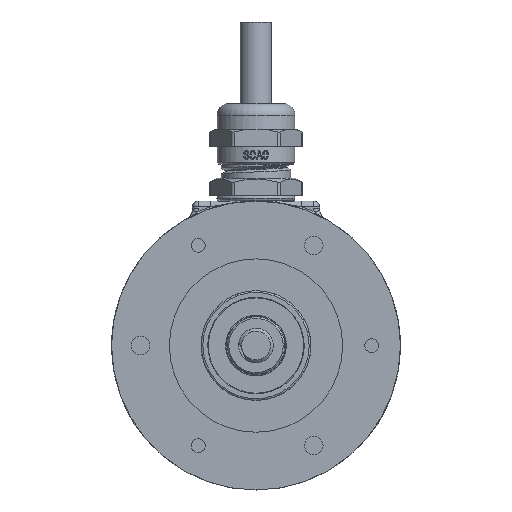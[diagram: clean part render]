
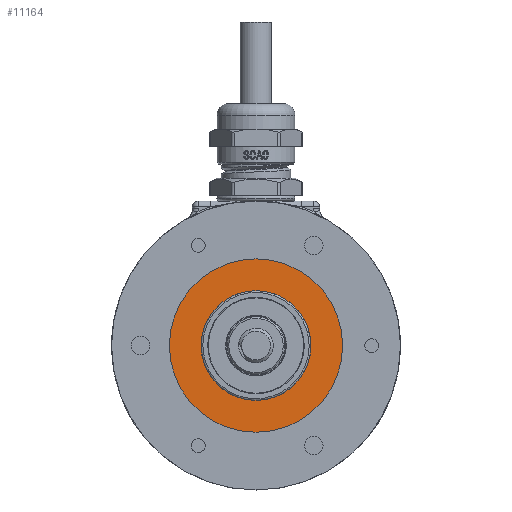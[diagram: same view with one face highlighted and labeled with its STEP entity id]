
A CAD part, front view. The second image highlights one B-rep face of the part: STEP entity #11164.
In plain terms, the highlighted planar face has unit normal (0, -1, 0).
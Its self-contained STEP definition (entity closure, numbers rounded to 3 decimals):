
#1292 = VERTEX_POINT ( 'NONE', #10014 ) ;
#1427 = AXIS2_PLACEMENT_3D ( 'NONE', #11823, #5836, #14793 ) ;
#1591 = AXIS2_PLACEMENT_3D ( 'NONE', #10631, #1852, #9239 ) ;
#1595 = DIRECTION ( 'NONE',  ( 0., -1., 0. ) ) ;
#1798 = DIRECTION ( 'NONE',  ( 0., -1., 0. ) ) ;
#1817 = EDGE_CURVE ( 'NONE', #1292, #15699, #2449, .T. ) ;
#1852 = DIRECTION ( 'NONE',  ( 0., -1., 0. ) ) ;
#2337 = CIRCLE ( 'NONE', #17659, 9.5 ) ;
#2449 = CIRCLE ( 'NONE', #1591, 15. ) ;
#2659 = EDGE_CURVE ( 'NONE', #15980, #10457, #11607, .T. ) ;
#2888 = EDGE_CURVE ( 'NONE', #15699, #1292, #10001, .T. ) ;
#3479 = CARTESIAN_POINT ( 'NONE',  ( 2.317, -13.361, 35. ) ) ;
#5361 = CARTESIAN_POINT ( 'NONE',  ( 2.317, -13.361, 59.5 ) ) ;
#5836 = DIRECTION ( 'NONE',  ( 0., -1., 0. ) ) ;
#5892 = ORIENTED_EDGE ( 'NONE', *, *, #2659, .F. ) ;
#6280 = AXIS2_PLACEMENT_3D ( 'NONE', #14859, #1798, #14737 ) ;
#6475 = ORIENTED_EDGE ( 'NONE', *, *, #2888, .T. ) ;
#6778 = ORIENTED_EDGE ( 'NONE', *, *, #1817, .T. ) ;
#7977 = EDGE_CURVE ( 'NONE', #10457, #15980, #2337, .T. ) ;
#8882 = AXIS2_PLACEMENT_3D ( 'NONE', #14072, #15667, #9738 ) ;
#9239 = DIRECTION ( 'NONE',  ( 0., 0., -1. ) ) ;
#9738 = DIRECTION ( 'NONE',  ( 0., 0., -1. ) ) ;
#10001 = CIRCLE ( 'NONE', #8882, 15. ) ;
#10014 = CARTESIAN_POINT ( 'NONE',  ( 2.317, -13.361, 65. ) ) ;
#10121 = DIRECTION ( 'NONE',  ( 0., 0., -1. ) ) ;
#10457 = VERTEX_POINT ( 'NONE', #14202 ) ;
#10498 = EDGE_LOOP ( 'NONE', ( #6475, #6778 ) ) ;
#10631 = CARTESIAN_POINT ( 'NONE',  ( 2.317, -13.361, 50. ) ) ;
#11164 = ADVANCED_FACE ( 'NONE', ( #16608, #13641 ), #14665, .T. ) ;
#11607 = CIRCLE ( 'NONE', #6280, 9.5 ) ;
#11823 = CARTESIAN_POINT ( 'NONE',  ( -16619.712, -13.361, 50. ) ) ;
#11853 = EDGE_LOOP ( 'NONE', ( #12527, #5892 ) ) ;
#12527 = ORIENTED_EDGE ( 'NONE', *, *, #7977, .F. ) ;
#13641 = FACE_BOUND ( 'NONE', #11853, .T. ) ;
#14072 = CARTESIAN_POINT ( 'NONE',  ( 2.317, -13.361, 50. ) ) ;
#14202 = CARTESIAN_POINT ( 'NONE',  ( 2.317, -13.361, 40.5 ) ) ;
#14665 = PLANE ( 'NONE',  #1427 ) ;
#14737 = DIRECTION ( 'NONE',  ( 0., 0., -1. ) ) ;
#14793 = DIRECTION ( 'NONE',  ( 0., 0., -1. ) ) ;
#14859 = CARTESIAN_POINT ( 'NONE',  ( 2.317, -13.361, 50. ) ) ;
#15667 = DIRECTION ( 'NONE',  ( 0., -1., 0. ) ) ;
#15699 = VERTEX_POINT ( 'NONE', #3479 ) ;
#15930 = CARTESIAN_POINT ( 'NONE',  ( 2.317, -13.361, 50. ) ) ;
#15980 = VERTEX_POINT ( 'NONE', #5361 ) ;
#16608 = FACE_OUTER_BOUND ( 'NONE', #10498, .T. ) ;
#17659 = AXIS2_PLACEMENT_3D ( 'NONE', #15930, #1595, #10121 ) ;
